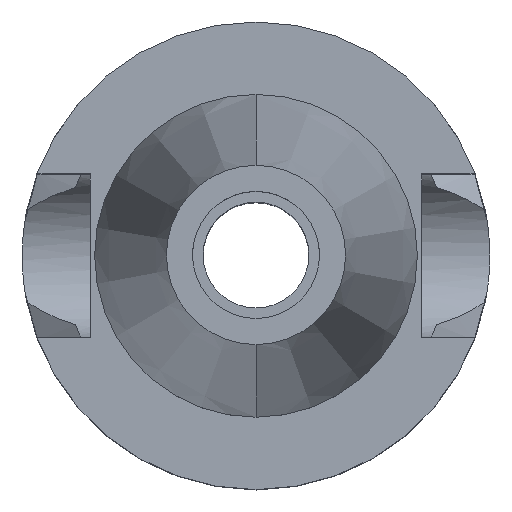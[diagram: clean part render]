
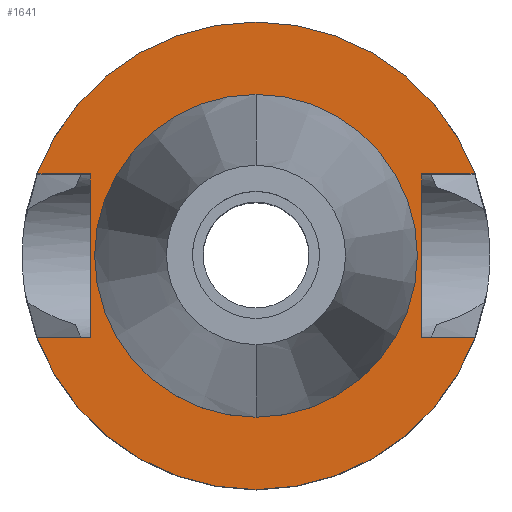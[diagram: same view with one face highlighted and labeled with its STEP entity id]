
A CAD part, top view. The second image highlights one B-rep face of the part: STEP entity #1641.
In plain terms, the highlighted planar face has unit normal (0, 0, 1).
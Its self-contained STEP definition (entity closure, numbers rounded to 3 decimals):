
#657=DIRECTION('',(1.,0.,0.));
#658=VECTOR('',#657,5.245);
#659=CARTESIAN_POINT('',(16.3,8.05,-1.));
#660=LINE('',#659,#658);
#694=DIRECTION('',(0.,1.,0.));
#695=VECTOR('',#694,16.1);
#696=CARTESIAN_POINT('',(-16.3,-8.05,-1.));
#697=LINE('',#696,#695);
#701=DIRECTION('',(-1.,0.,0.));
#702=VECTOR('',#701,5.245);
#703=CARTESIAN_POINT('',(-16.3,8.05,-1.));
#704=LINE('',#703,#702);
#708=CARTESIAN_POINT('',(0.,0.,-1.));
#709=DIRECTION('',(0.,0.,-1.));
#710=DIRECTION('',(-0.937,0.35,0.));
#711=AXIS2_PLACEMENT_3D('',#708,#709,#710);
#716=CARTESIAN_POINT('',(0.,0.,-1.));
#717=DIRECTION('',(0.,0.,-1.));
#718=DIRECTION('',(0.,1.,0.));
#719=AXIS2_PLACEMENT_3D('',#716,#717,#718);
#724=DIRECTION('',(0.,-1.,0.));
#725=VECTOR('',#724,16.1);
#726=CARTESIAN_POINT('',(16.3,8.05,-1.));
#727=LINE('',#726,#725);
#731=DIRECTION('',(1.,0.,0.));
#732=VECTOR('',#731,5.245);
#733=CARTESIAN_POINT('',(16.3,-8.05,-1.));
#734=LINE('',#733,#732);
#738=CARTESIAN_POINT('',(0.,0.,-1.));
#739=DIRECTION('',(0.,0.,-1.));
#740=DIRECTION('',(0.937,-0.35,0.));
#741=AXIS2_PLACEMENT_3D('',#738,#739,#740);
#746=CARTESIAN_POINT('',(0.,0.,-1.));
#747=DIRECTION('',(0.,0.,-1.));
#748=DIRECTION('',(0.,-1.,0.));
#749=AXIS2_PLACEMENT_3D('',#746,#747,#748);
#754=CARTESIAN_POINT('',(0.,0.,-1.));
#755=DIRECTION('',(0.,0.,1.));
#756=DIRECTION('',(0.,-1.,0.));
#757=AXIS2_PLACEMENT_3D('',#754,#755,#756);
#762=CARTESIAN_POINT('',(0.,0.,-1.));
#763=DIRECTION('',(0.,0.,1.));
#764=DIRECTION('',(0.,1.,0.));
#765=AXIS2_PLACEMENT_3D('',#762,#763,#764);
#810=DIRECTION('',(-1.,0.,0.));
#811=VECTOR('',#810,5.245);
#812=CARTESIAN_POINT('',(-16.3,-8.05,-1.));
#813=LINE('',#812,#811);
#1039=CARTESIAN_POINT('',(-16.3,-8.05,-1.));
#1040=VERTEX_POINT('',#1039);
#1041=CARTESIAN_POINT('',(-21.545,-8.05,-1.));
#1042=VERTEX_POINT('',#1041);
#1043=CARTESIAN_POINT('',(-16.3,8.05,-1.));
#1044=VERTEX_POINT('',#1043);
#1045=CARTESIAN_POINT('',(-21.545,8.05,-1.));
#1046=VERTEX_POINT('',#1045);
#1047=CARTESIAN_POINT('',(0.,23.,-1.));
#1048=CARTESIAN_POINT('',(21.545,8.05,-1.));
#1049=VERTEX_POINT('',#1047);
#1050=VERTEX_POINT('',#1048);
#1051=CARTESIAN_POINT('',(16.3,8.05,-1.));
#1052=VERTEX_POINT('',#1051);
#1053=CARTESIAN_POINT('',(16.3,-8.05,-1.));
#1054=VERTEX_POINT('',#1053);
#1055=CARTESIAN_POINT('',(21.545,-8.05,-1.));
#1056=VERTEX_POINT('',#1055);
#1057=CARTESIAN_POINT('',(0.,-23.,-1.));
#1058=VERTEX_POINT('',#1057);
#1059=CARTESIAN_POINT('',(0.,-15.875,-1.));
#1060=CARTESIAN_POINT('',(0.,15.875,-1.));
#1061=VERTEX_POINT('',#1059);
#1062=VERTEX_POINT('',#1060);
#1613=CARTESIAN_POINT('',(0.,0.,-1.));
#1614=DIRECTION('',(0.,0.,-1.));
#1615=DIRECTION('',(0.,-1.,0.));
#1616=AXIS2_PLACEMENT_3D('',#1613,#1614,#1615);
#1617=PLANE('',#1616);
#1619=ORIENTED_EDGE('',*,*,#1618,.T.);
#1620=ORIENTED_EDGE('',*,*,#1558,.T.);
#1621=ORIENTED_EDGE('',*,*,#1578,.T.);
#1622=ORIENTED_EDGE('',*,*,#1576,.T.);
#1623=ORIENTED_EDGE('',*,*,#1592,.F.);
#1624=ORIENTED_EDGE('',*,*,#1603,.T.);
#1626=ORIENTED_EDGE('',*,*,#1625,.T.);
#1628=ORIENTED_EDGE('',*,*,#1627,.T.);
#1630=ORIENTED_EDGE('',*,*,#1629,.T.);
#1632=ORIENTED_EDGE('',*,*,#1631,.F.);
#1633=EDGE_LOOP('',(#1619,#1620,#1621,#1622,#1623,#1624,#1626,#1628,#1630,
#1632));
#1634=FACE_OUTER_BOUND('',#1633,.F.);
#1636=ORIENTED_EDGE('',*,*,#1635,.T.);
#1638=ORIENTED_EDGE('',*,*,#1637,.T.);
#1639=EDGE_LOOP('',(#1636,#1638));
#1640=FACE_BOUND('',#1639,.F.);
#712=CIRCLE('',#711,23.);
#720=CIRCLE('',#719,23.);
#742=CIRCLE('',#741,23.);
#750=CIRCLE('',#749,23.);
#758=CIRCLE('',#757,15.875);
#766=CIRCLE('',#765,15.875);
#1558=EDGE_CURVE('',#1044,#1046,#704,.T.);
#1576=EDGE_CURVE('',#1049,#1050,#720,.T.);
#1578=EDGE_CURVE('',#1046,#1049,#712,.T.);
#1592=EDGE_CURVE('',#1052,#1050,#660,.T.);
#1603=EDGE_CURVE('',#1052,#1054,#727,.T.);
#1618=EDGE_CURVE('',#1040,#1044,#697,.T.);
#1625=EDGE_CURVE('',#1054,#1056,#734,.T.);
#1627=EDGE_CURVE('',#1056,#1058,#742,.T.);
#1629=EDGE_CURVE('',#1058,#1042,#750,.T.);
#1631=EDGE_CURVE('',#1040,#1042,#813,.T.);
#1635=EDGE_CURVE('',#1061,#1062,#758,.T.);
#1637=EDGE_CURVE('',#1062,#1061,#766,.T.);
#1641=ADVANCED_FACE('',(#1634,#1640),#1617,.F.);
